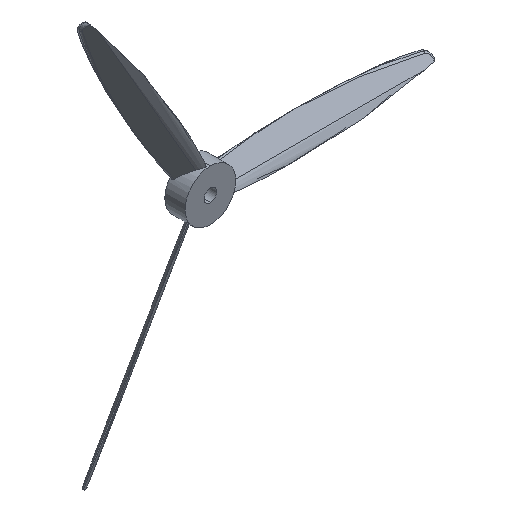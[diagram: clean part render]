
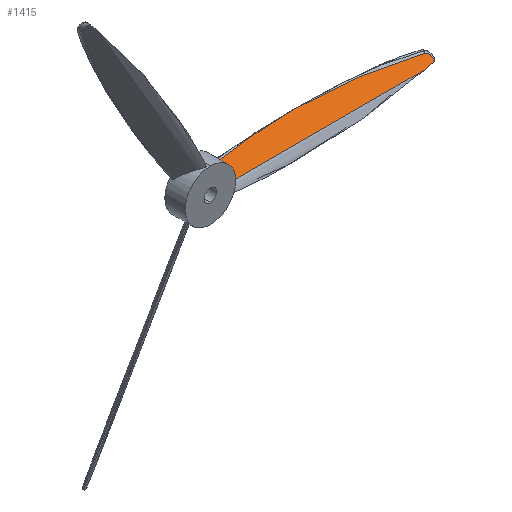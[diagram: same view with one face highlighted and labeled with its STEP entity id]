
A CAD part, isometric view. The second image highlights one B-rep face of the part: STEP entity #1415.
In plain terms, the highlighted planar face has unit normal (0, -0.766, 0.643).
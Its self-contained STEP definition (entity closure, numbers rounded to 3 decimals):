
#9 = CARTESIAN_POINT ( 'NONE',  ( 9.886, 2.106, -1.508 ) ) ;
#40 = B_SPLINE_CURVE_WITH_KNOTS ( 'NONE', 3,
 ( #1074, #1868, #1389, #297 ),
 .UNSPECIFIED., .F., .F.,
 ( 4, 4 ),
 ( 0.022, 0.026 ),
 .UNSPECIFIED. ) ;
#42 = VERTEX_POINT ( 'NONE', #227 ) ;
#77 = CARTESIAN_POINT ( 'NONE',  ( 89.211, 4.679, 1.56 ) ) ;
#116 = CARTESIAN_POINT ( 'NONE',  ( 40.62, 7.7, 5.16 ) ) ;
#162 = FACE_OUTER_BOUND ( 'NONE', #1438, .T. ) ;
#163 = CARTESIAN_POINT ( 'NONE',  ( 40.62, 7.7, 5.16 ) ) ;
#164 = CARTESIAN_POINT ( 'NONE',  ( 9.303, 6.449, 3.669 ) ) ;
#213 = ORIENTED_EDGE ( 'NONE', *, *, #1290, .F. ) ;
#227 = CARTESIAN_POINT ( 'NONE',  ( 86.773, 2.106, -1.508 ) ) ;
#297 = CARTESIAN_POINT ( 'NONE',  ( 90.855, 2.607, -0.91 ) ) ;
#339 = CARTESIAN_POINT ( 'NONE',  ( 90.855, 2.607, -0.91 ) ) ;
#348 = VERTEX_POINT ( 'NONE', #1465 ) ;
#355 = VERTEX_POINT ( 'NONE', #1004 ) ;
#378 = EDGE_CURVE ( 'NONE', #355, #1651, #1583, .T. ) ;
#474 = CARTESIAN_POINT ( 'NONE',  ( 91.9, 8., 5.517 ) ) ;
#543 = CARTESIAN_POINT ( 'NONE',  ( 73.118, 6.691, 3.958 ) ) ;
#565 = CARTESIAN_POINT ( 'NONE',  ( 40.62, 7.7, 5.16 ) ) ;
#581 = LINE ( 'NONE', #1661, #794 ) ;
#625 = DIRECTION ( 'NONE',  ( 0., 0.766, -0.643 ) ) ;
#657 = ORIENTED_EDGE ( 'NONE', *, *, #1814, .F. ) ;
#701 = VERTEX_POINT ( 'NONE', #163 ) ;
#723 = EDGE_CURVE ( 'NONE', #701, #355, #1245, .T. ) ;
#763 = CARTESIAN_POINT ( 'NONE',  ( 9.886, 2.106, -1.508 ) ) ;
#794 = VECTOR ( 'NONE', #1481, 1000. ) ;
#802 = ORIENTED_EDGE ( 'NONE', *, *, #723, .F. ) ;
#852 = CARTESIAN_POINT ( 'NONE',  ( 9.303, 6.449, 3.669 ) ) ;
#1004 = CARTESIAN_POINT ( 'NONE',  ( 89.211, 4.679, 1.56 ) ) ;
#1038 = CARTESIAN_POINT ( 'NONE',  ( 89.211, 4.679, 1.56 ) ) ;
#1074 = CARTESIAN_POINT ( 'NONE',  ( 86.773, 2.106, -1.508 ) ) ;
#1108 = ORIENTED_EDGE ( 'NONE', *, *, #1229, .T. ) ;
#1119 = ORIENTED_EDGE ( 'NONE', *, *, #378, .F. ) ;
#1226 = CARTESIAN_POINT ( 'NONE',  ( 90.855, 2.607, -0.91 ) ) ;
#1229 = EDGE_CURVE ( 'NONE', #42, #1651, #40, .T. ) ;
#1245 =( BOUNDED_CURVE ( )  B_SPLINE_CURVE ( 3, ( #565, #1981, #543, #1038 ),
 .UNSPECIFIED., .F., .T. ) 
 B_SPLINE_CURVE_WITH_KNOTS ( ( 4, 4 ),
 ( 0., 0.148 ),
 .UNSPECIFIED. ) 
 CURVE ( )  GEOMETRIC_REPRESENTATION_ITEM ( )  RATIONAL_B_SPLINE_CURVE ( ( 1., 0.998, 0.998, 1. ) ) 
 REPRESENTATION_ITEM ( '' )  );
#1290 = EDGE_CURVE ( 'NONE', #1920, #348, #1406, .T. ) ;
#1321 = CARTESIAN_POINT ( 'NONE',  ( 90.464, 4.523, 1.373 ) ) ;
#1389 = CARTESIAN_POINT ( 'NONE',  ( 89.496, 2.435, -1.116 ) ) ;
#1406 =( BOUNDED_CURVE ( )  B_SPLINE_CURVE ( 3, ( #763, #1553, #1857, #164 ),
 .UNSPECIFIED., .F., .T. ) 
 B_SPLINE_CURVE_WITH_KNOTS ( ( 4, 4 ),
 ( 1.419, 1.946 ),
 .UNSPECIFIED. ) 
 CURVE ( )  GEOMETRIC_REPRESENTATION_ITEM ( )  RATIONAL_B_SPLINE_CURVE ( ( 1., 0.977, 0.977, 1. ) ) 
 REPRESENTATION_ITEM ( '' )  );
#1415 = ADVANCED_FACE ( 'NONE', ( #162 ), #1908, .F. ) ;
#1438 = EDGE_LOOP ( 'NONE', ( #213, #657, #1108, #1119, #802, #1639 ) ) ;
#1465 = CARTESIAN_POINT ( 'NONE',  ( 9.303, 6.449, 3.669 ) ) ;
#1481 = DIRECTION ( 'NONE',  ( -1., 0., 0. ) ) ;
#1553 = CARTESIAN_POINT ( 'NONE',  ( 10.154, 3.58, 0.249 ) ) ;
#1583 =( BOUNDED_CURVE ( )  B_SPLINE_CURVE ( 3, ( #77, #1321, #1738, #339 ),
 .UNSPECIFIED., .F., .T. ) 
 B_SPLINE_CURVE_WITH_KNOTS ( ( 4, 4 ),
 ( 3.29, 4.96 ),
 .UNSPECIFIED. ) 
 CURVE ( )  GEOMETRIC_REPRESENTATION_ITEM ( )  RATIONAL_B_SPLINE_CURVE ( ( 1., 0.781, 0.781, 1. ) ) 
 REPRESENTATION_ITEM ( '' )  );
#1639 = ORIENTED_EDGE ( 'NONE', *, *, #2029, .F. ) ;
#1651 = VERTEX_POINT ( 'NONE', #1226 ) ;
#1661 = CARTESIAN_POINT ( 'NONE',  ( 91.9, 2.106, -1.508 ) ) ;
#1700 = CARTESIAN_POINT ( 'NONE',  ( 30.161, 7.7, 5.16 ) ) ;
#1738 = CARTESIAN_POINT ( 'NONE',  ( 91.166, 3.638, 0.318 ) ) ;
#1781 = CARTESIAN_POINT ( 'NONE',  ( 19.714, 7.283, 4.663 ) ) ;
#1814 = EDGE_CURVE ( 'NONE', #42, #1920, #581, .T. ) ;
#1817 =( BOUNDED_CURVE ( )  B_SPLINE_CURVE ( 3, ( #852, #1781, #1700, #116 ),
 .UNSPECIFIED., .F., .F. ) 
 B_SPLINE_CURVE_WITH_KNOTS ( ( 4, 4 ),
 ( 6.188, 6.283 ),
 .UNSPECIFIED. ) 
 CURVE ( )  GEOMETRIC_REPRESENTATION_ITEM ( )  RATIONAL_B_SPLINE_CURVE ( ( 1., 0.999, 0.999, 1. ) ) 
 REPRESENTATION_ITEM ( '' )  );
#1846 = AXIS2_PLACEMENT_3D ( 'NONE', #474, #625, #1922 ) ;
#1857 = CARTESIAN_POINT ( 'NONE',  ( 9.955, 5.062, 2.016 ) ) ;
#1868 = CARTESIAN_POINT ( 'NONE',  ( 88.135, 2.267, -1.315 ) ) ;
#1908 = PLANE ( 'NONE',  #1846 ) ;
#1920 = VERTEX_POINT ( 'NONE', #9 ) ;
#1922 = DIRECTION ( 'NONE',  ( 0., -0.643, -0.766 ) ) ;
#1981 = CARTESIAN_POINT ( 'NONE',  ( 56.891, 7.7, 5.16 ) ) ;
#2029 = EDGE_CURVE ( 'NONE', #348, #701, #1817, .T. ) ;
